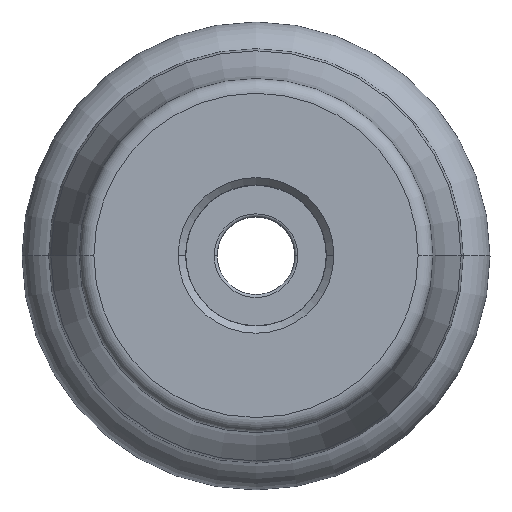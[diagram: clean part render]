
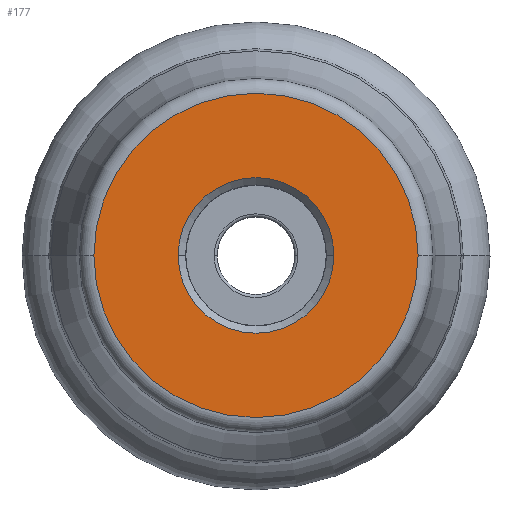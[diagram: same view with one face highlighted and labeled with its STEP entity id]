
A CAD part, top view. The second image highlights one B-rep face of the part: STEP entity #177.
In plain terms, the highlighted planar face has unit normal (0, 0, 1).
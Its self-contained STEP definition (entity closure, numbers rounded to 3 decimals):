
#120=PLANE('',#1102);
#128=FACE_BOUND('',#299,.T.);
#129=FACE_BOUND('',#300,.T.);
#177=ADVANCED_FACE('',(#128,#129),#120,.F.);
#299=EDGE_LOOP('',(#470,#471,#472,#473));
#300=EDGE_LOOP('',(#474,#475));
#470=ORIENTED_EDGE('',*,*,#770,.F.);
#471=ORIENTED_EDGE('',*,*,#768,.F.);
#472=ORIENTED_EDGE('',*,*,#767,.F.);
#473=ORIENTED_EDGE('',*,*,#771,.T.);
#474=ORIENTED_EDGE('',*,*,#772,.F.);
#475=ORIENTED_EDGE('',*,*,#773,.F.);
#652=VERTEX_POINT('',#1698);
#653=VERTEX_POINT('',#1700);
#654=VERTEX_POINT('',#1702);
#655=VERTEX_POINT('',#1706);
#656=VERTEX_POINT('',#1710);
#657=VERTEX_POINT('',#1711);
#767=EDGE_CURVE('',#652,#653,#916,.T.);
#768=EDGE_CURVE('',#653,#654,#917,.T.);
#770=EDGE_CURVE('',#654,#655,#919,.T.);
#771=EDGE_CURVE('',#652,#655,#920,.T.);
#772=EDGE_CURVE('',#656,#657,#921,.T.);
#773=EDGE_CURVE('',#657,#656,#922,.T.);
#916=CIRCLE('',#1093,22.);
#917=CIRCLE('',#1094,22.);
#919=CIRCLE('',#1097,22.);
#920=CIRCLE('',#1098,22.);
#921=CIRCLE('',#1100,10.56);
#922=CIRCLE('',#1101,10.56);
#1093=AXIS2_PLACEMENT_3D('',#1699,#1371,#1372);
#1094=AXIS2_PLACEMENT_3D('',#1701,#1373,#1374);
#1097=AXIS2_PLACEMENT_3D('',#1705,#1379,#1380);
#1098=AXIS2_PLACEMENT_3D('',#1707,#1381,#1382);
#1100=AXIS2_PLACEMENT_3D('',#1709,#1385,#1386);
#1101=AXIS2_PLACEMENT_3D('',#1712,#1387,#1388);
#1102=AXIS2_PLACEMENT_3D('',#1713,#1389,#1390);
#1371=DIRECTION('',(0.,0.,-1.));
#1372=DIRECTION('',(1.,0.,0.));
#1373=DIRECTION('',(0.,0.,-1.));
#1374=DIRECTION('',(-1.,-0.001,0.));
#1379=DIRECTION('',(0.,0.,-1.));
#1380=DIRECTION('',(-1.,0.,0.));
#1381=DIRECTION('',(0.,0.,1.));
#1382=DIRECTION('',(1.,0.,0.));
#1385=DIRECTION('',(0.,0.,1.));
#1386=DIRECTION('',(1.,0.,0.));
#1387=DIRECTION('',(0.,0.,1.));
#1388=DIRECTION('',(-1.,0.,0.));
#1389=DIRECTION('',(0.,0.,-1.));
#1390=DIRECTION('',(1.,0.,0.));
#1698=CARTESIAN_POINT('',(22.,0.,0.));
#1699=CARTESIAN_POINT('',(0.,0.,0.));
#1700=CARTESIAN_POINT('',(-22.,-0.015,0.));
#1701=CARTESIAN_POINT('',(0.,0.,0.));
#1702=CARTESIAN_POINT('',(-22.,0.,0.));
#1705=CARTESIAN_POINT('',(0.,0.,0.));
#1706=CARTESIAN_POINT('',(22.,0.015,0.));
#1707=CARTESIAN_POINT('',(0.,0.,0.));
#1709=CARTESIAN_POINT('',(0.,0.,0.));
#1710=CARTESIAN_POINT('',(10.56,0.,0.));
#1711=CARTESIAN_POINT('',(-10.56,0.,0.));
#1712=CARTESIAN_POINT('',(0.,0.,0.));
#1713=CARTESIAN_POINT('',(0.,0.,0.));
